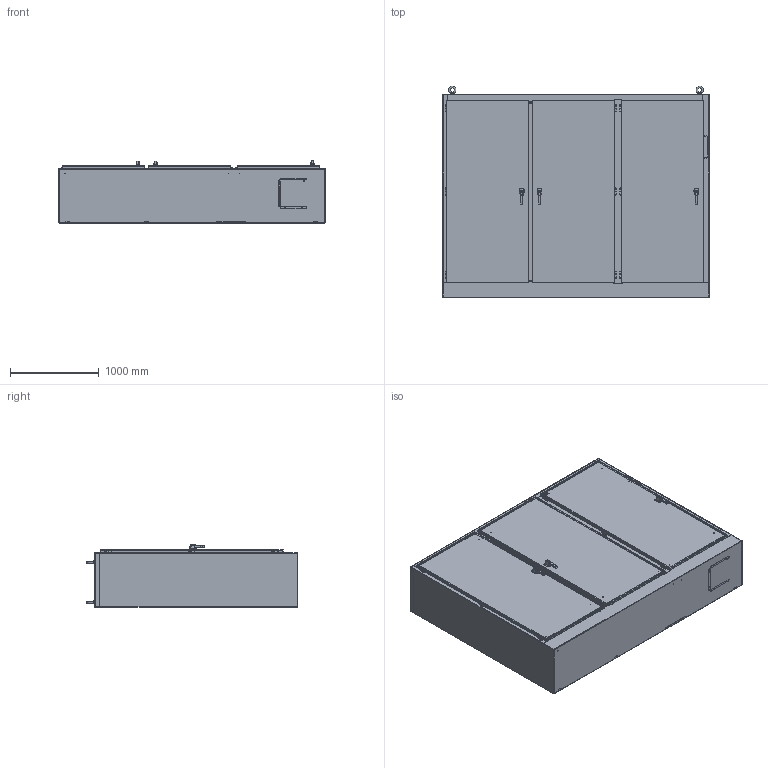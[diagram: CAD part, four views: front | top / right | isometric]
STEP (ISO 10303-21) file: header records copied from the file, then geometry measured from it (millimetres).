
FILE_DESCRIPTION (( 'STEP AP214' ), '1' );
FILE_NAME ('3UHD9011924FTC.STEP', '2019-08-15T20:03:54', ( '' ), ( '' ), 'SwSTEP 2.0', 'SolidWorks 2018', '' );
FILE_SCHEMA (( 'AUTOMOTIVE_DESIGN' ));
Length unit declared in the file: inch
Products named in the file (1): 3UHD9011924FTC
Bounding box: 3003.55 x 2382.45 x 700.77 mm (x, y, z)
Volume: 83673947.9 mm3; surface area: 61585830.5 mm2
Topology: 309 solids, 309 shells, 4314 faces, 10272 edges, 6641 vertices
Faces by surface type: plane 2624, cylinder 1208, bspline 258, cone 206, torus 18
Full cylindrical faces by diameter (mm): 3.68 x2, 3.967 x2, 4.249 x3, 4.394 x3, 4.75 x5, 4.775 x4, 4.928 x1, 4.976 x19, 4.978 x3, 5.105 x6, 5.461 x4, 5.563 x2, 5.893 x3, 5.918 x3, 6.248 x13, 6.325 x1, 6.35 x52, 6.477 x3, 6.528 x12, 6.731 x1, 6.756 x7, 6.985 x2, 7.112 x12, 7.137 x23, 7.163 x2, 7.366 x2, 7.442 x6, 7.805 x17, 7.937 x6, 7.95 x24
Entity records: 215205 total; most frequent: CARTESIAN_POINT 61335, ORIENTED_EDGE 18940, DIRECTION 18901, EDGE_CURVE 9470, VERTEX_POINT 6591, AXIS2_PLACEMENT_3D 6582, LINE 5737, VECTOR 5737
